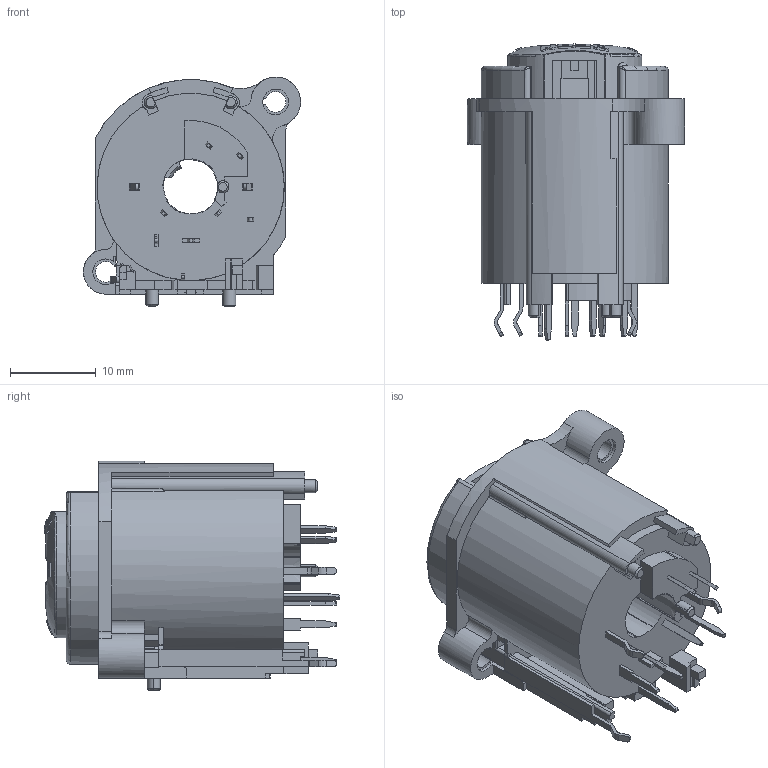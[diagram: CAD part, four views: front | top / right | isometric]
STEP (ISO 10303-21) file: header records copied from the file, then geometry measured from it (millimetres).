
FILE_DESCRIPTION((''),'2;1');
FILE_NAME('PRT0043','2020-06-30T',('zyj'),(''),'PRO/ENGINEER BY PARAMETRIC TECHNOLOGY CORPORATION, 2013040','PRO/ENGINEER BY PARAMETRIC TECHNOLOGY CORPORATION, 2013040','');
FILE_SCHEMA(('CONFIG_CONTROL_DESIGN','SHAPE_APPEARANCE_LAYERS_GROUPS'));
Length unit declared in the file: millimetre
Products named in the file (1): PRT0043
Bounding box: 25.3 x 34.48 x 26.8 mm (x, y, z)
Volume: 8338.1 mm3; surface area: 6909.5 mm2
Topology: 1 solids, 4 shells, 792 faces, 2337 edges, 1564 vertices
Faces by surface type: plane 511, cylinder 148, extrusion 53, bspline 38, cone 22, torus 17, sphere 3
Entity records: 29880 total; most frequent: CARTESIAN_POINT 9244, ORIENTED_EDGE 4668, DIRECTION 3738, EDGE_CURVE 2334, VERTEX_POINT 1564, VECTOR 1416, LINE 1363, AXIS2_PLACEMENT_3D 1161
